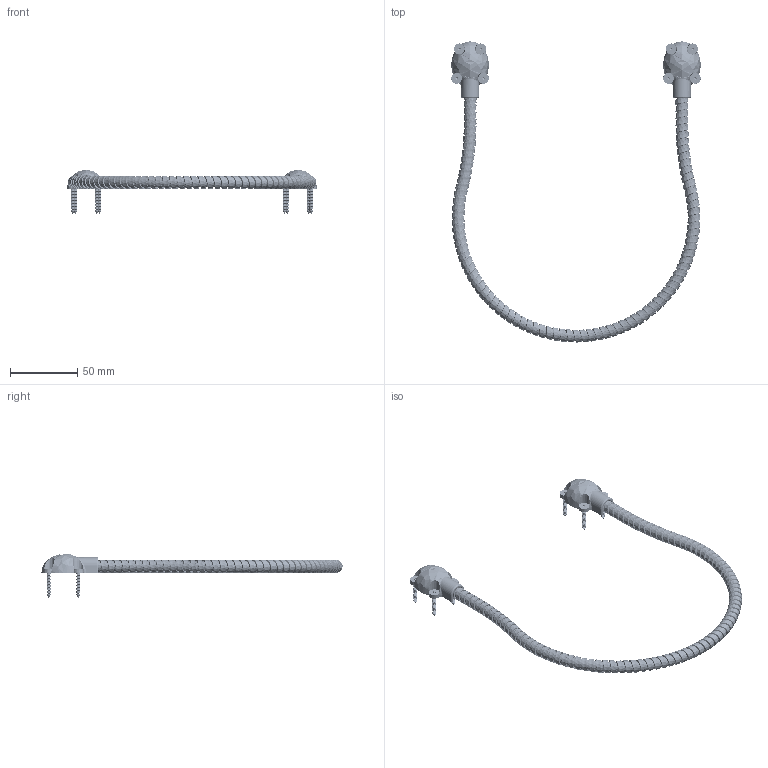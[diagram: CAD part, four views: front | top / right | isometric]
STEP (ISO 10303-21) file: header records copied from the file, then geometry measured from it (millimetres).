
FILE_DESCRIPTION (( 'STEP AP214' ), '1' );
FILE_NAME ('DLI7.step', '2021-07-29T14:40:06', ( '' ), ( '' ), 'SwSTEP 2.0', 'SolidWorks 2020', '' );
FILE_SCHEMA (( 'AUTOMOTIVE_DESIGN' ));
Length unit declared in the file: millimetre
Products named in the file (3): DLI7; Group1; SCREW BAG FOR DL-1
Assembly tree (2 placements, depth 2):
  DLI7
    Group1
    SCREW BAG FOR DL-1
Bounding box: 185.84 x 224.43 x 33 mm (x, y, z)
Volume: 1847.2 mm3; surface area: 36963.6 mm2
Topology: 12 solids, 15 shells, 1291 faces, 2778 edges, 1506 vertices
Faces by surface type: cone 652, cylinder 334, plane 216, bspline 73, torus 16
Entity records: 78691 total; most frequent: CARTESIAN_POINT 51405, DIRECTION 5930, ORIENTED_EDGE 5496, EDGE_CURVE 2758, AXIS2_PLACEMENT_3D 2406, VERTEX_POINT 1506, EDGE_LOOP 1317, FACE_OUTER_BOUND 1291
